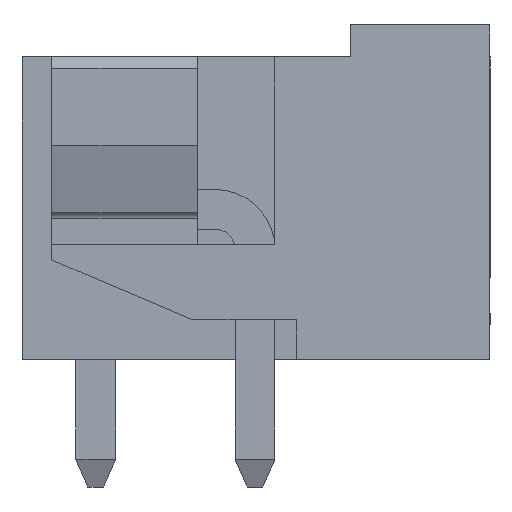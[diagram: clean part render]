
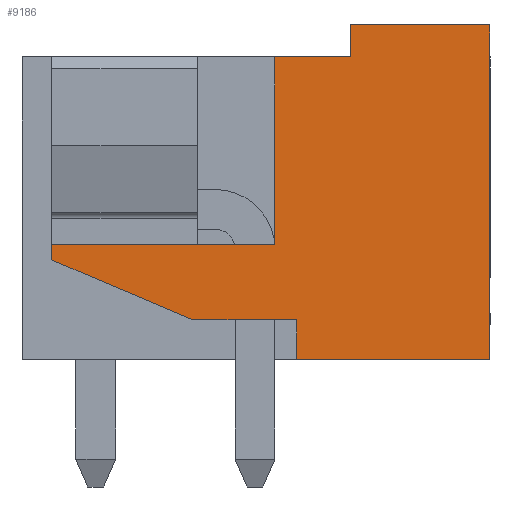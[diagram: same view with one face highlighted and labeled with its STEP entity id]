
A CAD part, left-side view. The second image highlights one B-rep face of the part: STEP entity #9186.
In plain terms, the highlighted planar face has unit normal (-1, 0, 0).
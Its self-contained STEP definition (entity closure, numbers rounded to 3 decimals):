
#9159=AXIS2_PLACEMENT_3D('Plane Axis2P3D',#9156,#9157,#9158) ;
#259=CARTESIAN_POINT('Vertex',(0.,0.,11.6)) ;
#262=CARTESIAN_POINT('Line Origine',(0.,0.,7.4)) ;
#266=CARTESIAN_POINT('Vertex',(0.,0.,3.2)) ;
#1297=CARTESIAN_POINT('Vertex',(0.,3.5,11.6)) ;
#1300=CARTESIAN_POINT('Line Origine',(0.,1.75,11.6)) ;
#1700=CARTESIAN_POINT('Vertex',(0.,5.4,10.8)) ;
#1703=CARTESIAN_POINT('Line Origine',(0.,4.45,10.8)) ;
#1707=CARTESIAN_POINT('Vertex',(0.,3.5,10.8)) ;
#2650=CARTESIAN_POINT('Line Origine',(0.,2.427,3.2)) ;
#2654=CARTESIAN_POINT('Vertex',(0.,4.854,3.2)) ;
#8630=CARTESIAN_POINT('Vertex',(0.,11.,5.7)) ;
#8644=CARTESIAN_POINT('Vertex',(0.,7.465,4.2)) ;
#8647=CARTESIAN_POINT('Line Origine',(0.,9.233,4.95)) ;
#8675=CARTESIAN_POINT('Vertex',(0.,4.854,4.2)) ;
#8678=CARTESIAN_POINT('Line Origine',(0.,6.16,4.2)) ;
#8929=CARTESIAN_POINT('Line Origine',(0.,4.854,3.7)) ;
#8946=CARTESIAN_POINT('Line Origine',(0.,3.5,11.2)) ;
#9008=CARTESIAN_POINT('Line Origine',(0.,11.,5.89)) ;
#9012=CARTESIAN_POINT('Vertex',(0.,11.,6.08)) ;
#9156=CARTESIAN_POINT('Axis2P3D Location',(0.,0.,0.)) ;
#9161=CARTESIAN_POINT('Line Origine',(0.,8.2,6.08)) ;
#9165=CARTESIAN_POINT('Vertex',(0.,5.4,6.08)) ;
#9168=CARTESIAN_POINT('Line Origine',(0.,5.4,8.44)) ;
#263=DIRECTION('Vector Direction',(0.,0.,-1.)) ;
#1301=DIRECTION('Vector Direction',(0.,-1.,0.)) ;
#1704=DIRECTION('Vector Direction',(0.,-1.,0.)) ;
#2651=DIRECTION('Vector Direction',(0.,1.,0.)) ;
#8648=DIRECTION('Vector Direction',(0.,-0.921,-0.391)) ;
#8679=DIRECTION('Vector Direction',(0.,-1.,0.)) ;
#8930=DIRECTION('Vector Direction',(0.,0.,1.)) ;
#8947=DIRECTION('Vector Direction',(0.,0.,1.)) ;
#9009=DIRECTION('Vector Direction',(0.,0.,-1.)) ;
#9157=DIRECTION('Axis2P3D Direction',(-1.,0.,0.)) ;
#9158=DIRECTION('Axis2P3D XDirection',(0.,-1.,0.)) ;
#9162=DIRECTION('Vector Direction',(0.,1.,0.)) ;
#9169=DIRECTION('Vector Direction',(0.,0.,1.)) ;
#264=VECTOR('Line Direction',#263,1.) ;
#1302=VECTOR('Line Direction',#1301,1.) ;
#1705=VECTOR('Line Direction',#1704,1.) ;
#2652=VECTOR('Line Direction',#2651,1.) ;
#8649=VECTOR('Line Direction',#8648,1.) ;
#8680=VECTOR('Line Direction',#8679,1.) ;
#8931=VECTOR('Line Direction',#8930,1.) ;
#8948=VECTOR('Line Direction',#8947,1.) ;
#9010=VECTOR('Line Direction',#9009,1.) ;
#9163=VECTOR('Line Direction',#9162,1.) ;
#9170=VECTOR('Line Direction',#9169,1.) ;
#9174=ORIENTED_EDGE('',*,*,#9167,.T.) ;
#9175=ORIENTED_EDGE('',*,*,#9014,.T.) ;
#9176=ORIENTED_EDGE('',*,*,#8651,.T.) ;
#9177=ORIENTED_EDGE('',*,*,#8682,.T.) ;
#9178=ORIENTED_EDGE('',*,*,#8933,.F.) ;
#9179=ORIENTED_EDGE('',*,*,#2656,.T.) ;
#9180=ORIENTED_EDGE('',*,*,#268,.T.) ;
#9181=ORIENTED_EDGE('',*,*,#1304,.T.) ;
#9182=ORIENTED_EDGE('',*,*,#8950,.T.) ;
#9183=ORIENTED_EDGE('',*,*,#1709,.T.) ;
#9184=ORIENTED_EDGE('',*,*,#9172,.F.) ;
#9186=ADVANCED_FACE('HOUSING',(#9185),#9160,.T.) ;
#268=EDGE_CURVE('',#267,#260,#265,.F.) ;
#1304=EDGE_CURVE('',#260,#1298,#1303,.F.) ;
#1709=EDGE_CURVE('',#1708,#1701,#1706,.F.) ;
#2656=EDGE_CURVE('',#2655,#267,#2653,.F.) ;
#8651=EDGE_CURVE('',#8631,#8645,#8650,.T.) ;
#8682=EDGE_CURVE('',#8645,#8676,#8681,.T.) ;
#8933=EDGE_CURVE('',#2655,#8676,#8932,.T.) ;
#8950=EDGE_CURVE('',#1298,#1708,#8949,.F.) ;
#9014=EDGE_CURVE('',#9013,#8631,#9011,.T.) ;
#9167=EDGE_CURVE('',#9166,#9013,#9164,.T.) ;
#9172=EDGE_CURVE('',#9166,#1701,#9171,.T.) ;
#9173=EDGE_LOOP('',(#9174,#9175,#9176,#9177,#9178,#9179,#9180,#9181,#9182,#9183,#9184)) ;
#9185=FACE_OUTER_BOUND('',#9173,.T.) ;
#265=LINE('Line',#262,#264) ;
#1303=LINE('Line',#1300,#1302) ;
#1706=LINE('Line',#1703,#1705) ;
#2653=LINE('Line',#2650,#2652) ;
#8650=LINE('Line',#8647,#8649) ;
#8681=LINE('Line',#8678,#8680) ;
#8932=LINE('Line',#8929,#8931) ;
#8949=LINE('Line',#8946,#8948) ;
#9011=LINE('Line',#9008,#9010) ;
#9164=LINE('Line',#9161,#9163) ;
#9171=LINE('Line',#9168,#9170) ;
#9160=PLANE('',#9159) ;
#260=VERTEX_POINT('',#259) ;
#267=VERTEX_POINT('',#266) ;
#1298=VERTEX_POINT('',#1297) ;
#1701=VERTEX_POINT('',#1700) ;
#1708=VERTEX_POINT('',#1707) ;
#2655=VERTEX_POINT('',#2654) ;
#8631=VERTEX_POINT('',#8630) ;
#8645=VERTEX_POINT('',#8644) ;
#8676=VERTEX_POINT('',#8675) ;
#9013=VERTEX_POINT('',#9012) ;
#9166=VERTEX_POINT('',#9165) ;
